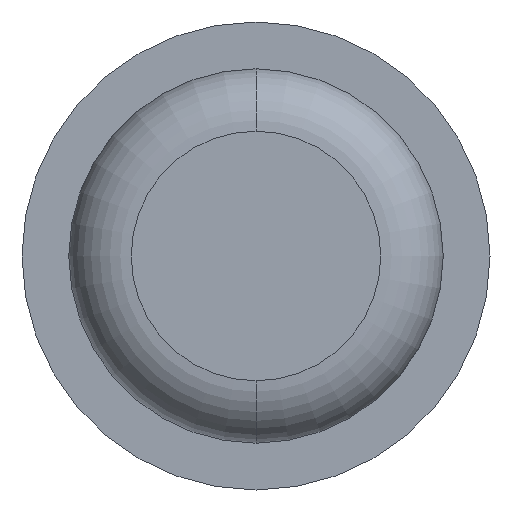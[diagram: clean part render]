
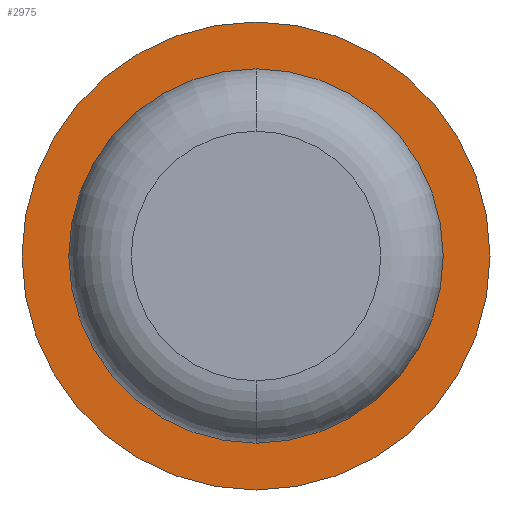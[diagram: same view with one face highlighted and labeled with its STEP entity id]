
A CAD part, front view. The second image highlights one B-rep face of the part: STEP entity #2975.
In plain terms, the highlighted planar face has unit normal (0, -1, 0).
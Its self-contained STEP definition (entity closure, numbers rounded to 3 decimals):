
#12 = CARTESIAN_POINT ( 'NONE',  ( 0., 4.2, -0.6 ) ) ;
#17 = ORIENTED_EDGE ( 'NONE', *, *, #2706, .F. ) ;
#31 = AXIS2_PLACEMENT_3D ( 'NONE', #2046, #1080, #2261 ) ;
#34 = AXIS2_PLACEMENT_3D ( 'NONE', #2592, #868, #1121 ) ;
#165 = DIRECTION ( 'NONE',  ( 0., 0., -1. ) ) ;
#193 = DIRECTION ( 'NONE',  ( 0., -1., 0. ) ) ;
#289 = VERTEX_POINT ( 'NONE', #1279 ) ;
#321 = AXIS2_PLACEMENT_3D ( 'NONE', #2817, #193, #442 ) ;
#365 = EDGE_CURVE ( 'Defeature ausgef�hrt1_4+Defeature ausgef�hrt1_5+Defeature ausgef�hrt1_5+Defeature ausgef�hrt1_5', #289, #2064, #2883, .T. ) ;
#372 = EDGE_LOOP ( 'NONE', ( #1560, #702 ) ) ;
#442 = DIRECTION ( 'NONE',  ( 0., 0., -1. ) ) ;
#545 = ORIENTED_EDGE ( 'NONE', *, *, #2737, .F. ) ;
#660 = EDGE_LOOP ( 'NONE', ( #17, #545 ) ) ;
#702 = ORIENTED_EDGE ( 'NONE', *, *, #365, .T. ) ;
#842 = VERTEX_POINT ( 'NONE', #1897 ) ;
#868 = DIRECTION ( 'NONE',  ( 0., -1., 0. ) ) ;
#938 = DIRECTION ( 'NONE',  ( 0., -1., 0. ) ) ;
#940 = CIRCLE ( 'NONE', #1050, 0.75 ) ;
#1050 = AXIS2_PLACEMENT_3D ( 'NONE', #1672, #938, #2847 ) ;
#1080 = DIRECTION ( 'NONE',  ( 0., -1., 0. ) ) ;
#1121 = DIRECTION ( 'NONE',  ( 0., 0., -1. ) ) ;
#1155 = CIRCLE ( 'NONE', #321, 0.6 ) ;
#1258 = AXIS2_PLACEMENT_3D ( 'NONE', #2352, #1629, #165 ) ;
#1279 = CARTESIAN_POINT ( 'NONE',  ( 0., 4.2, 0.75 ) ) ;
#1478 = VERTEX_POINT ( 'NONE', #12 ) ;
#1533 = CIRCLE ( 'NONE', #1258, 0.6 ) ;
#1560 = ORIENTED_EDGE ( 'NONE', *, *, #1842, .T. ) ;
#1629 = DIRECTION ( 'NONE',  ( 0., -1., 0. ) ) ;
#1672 = CARTESIAN_POINT ( 'NONE',  ( 0., 4.2, 0. ) ) ;
#1773 = CARTESIAN_POINT ( 'NONE',  ( 0., 4.2, -0.75 ) ) ;
#1842 = EDGE_CURVE ( 'Defeature ausgef�hrt1_4+Defeature ausgef�hrt1_5+Defeature ausgef�hrt1_5+Defeature ausgef�hrt1_5', #2064, #289, #940, .T. ) ;
#1897 = CARTESIAN_POINT ( 'NONE',  ( 0., 4.2, 0.6 ) ) ;
#2046 = CARTESIAN_POINT ( 'NONE',  ( 0., 4.2, 0. ) ) ;
#2064 = VERTEX_POINT ( 'NONE', #1773 ) ;
#2261 = DIRECTION ( 'NONE',  ( 0., 0., -1. ) ) ;
#2328 = PLANE ( 'NONE',  #34 ) ;
#2352 = CARTESIAN_POINT ( 'NONE',  ( 0., 4.2, 0. ) ) ;
#2505 = FACE_OUTER_BOUND ( 'NONE', #372, .T. ) ;
#2592 = CARTESIAN_POINT ( 'NONE',  ( 0.6, 4.2, 0. ) ) ;
#2706 = EDGE_CURVE ( 'Defeature ausgef�hrt1_3+Defeature ausgef�hrt1_4+Defeature ausgef�hrt1_4+Defeature ausgef�hrt1_4', #1478, #842, #1533, .T. ) ;
#2737 = EDGE_CURVE ( 'Defeature ausgef�hrt1_3+Defeature ausgef�hrt1_4+Defeature ausgef�hrt1_4+Defeature ausgef�hrt1_4', #842, #1478, #1155, .T. ) ;
#2742 = FACE_BOUND ( 'NONE', #660, .T. ) ;
#2817 = CARTESIAN_POINT ( 'NONE',  ( 0., 4.2, 0. ) ) ;
#2847 = DIRECTION ( 'NONE',  ( 0., 0., -1. ) ) ;
#2883 = CIRCLE ( 'NONE', #31, 0.75 ) ;
#2975 = ADVANCED_FACE ( 'Defeature ausgef�hrt1_4', ( #2505, #2742 ), #2328, .T. ) ;
